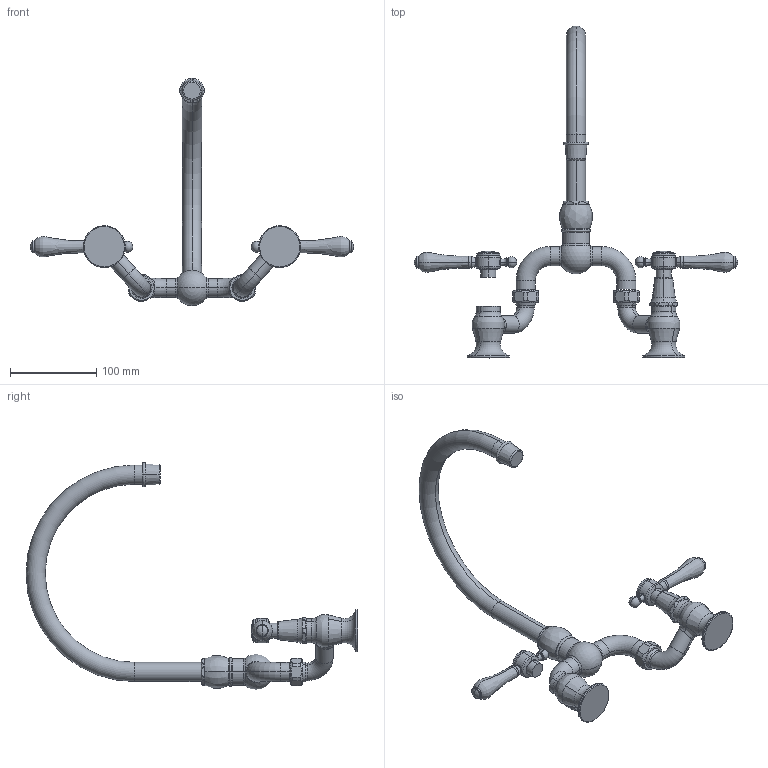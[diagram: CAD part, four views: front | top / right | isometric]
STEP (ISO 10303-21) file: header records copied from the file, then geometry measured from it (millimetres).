
FILE_DESCRIPTION((''),'2;1');
FILE_NAME('9463','2021-02-26T10:44:18',('rsmith'),(''),'CREO PARAMETRIC BY PTC INC, 2018400','CREO PARAMETRIC BY PTC INC, 2018400','');
FILE_SCHEMA(('AUTOMOTIVE_DESIGN { 1 0 10303 214 1 1 1 1 }'));
Length unit declared in the file: inch
Products named in the file (1): 9463
Bounding box: 374.52 x 384.4 x 263.32 mm (x, y, z)
Volume: 565559.6 mm3; surface area: 101183.6 mm2
Topology: 3 solids, 3 shells, 313 faces, 805 edges, 504 vertices
Faces by surface type: cylinder 74, torus 66, plane 59, cone 48, bspline 36, sphere 26, revolution 4
Entity records: 19916 total; most frequent: CARTESIAN_POINT 7119, ORIENTED_EDGE 1582, DIRECTION 1516, PRESENTATION_STYLE_ASSIGNMENT 1090, STYLED_ITEM 802, CURVE_STYLE 795, EDGE_CURVE 791, AXIS2_PLACEMENT_3D 681
